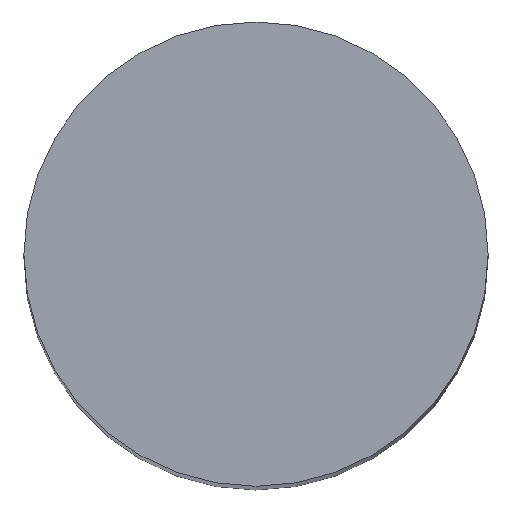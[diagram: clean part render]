
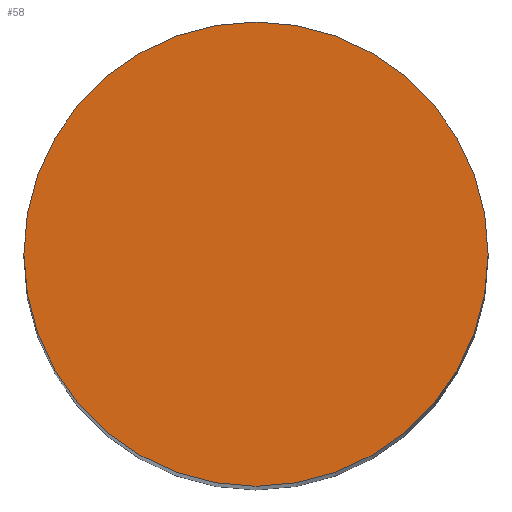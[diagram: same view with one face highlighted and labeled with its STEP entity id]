
A CAD part, top view. The second image highlights one B-rep face of the part: STEP entity #58.
In plain terms, the highlighted planar face has unit normal (0, 0, 1).
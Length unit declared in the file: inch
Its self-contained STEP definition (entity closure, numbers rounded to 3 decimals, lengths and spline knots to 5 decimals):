
#42=CARTESIAN_POINT('',(0.,0.,0.));
#43=DIRECTION('',(0.,0.,-1.));
#44=DIRECTION('',(-1.,0.,0.));
#45=AXIS2_PLACEMENT_3D('',#42,#43,#44);
#46=CIRCLE('',#45,0.0125);
#47=EDGE_CURVE('',#49,#49,#46,.T.);
#48=CARTESIAN_POINT('',(-0.0125,0.,0.));
#49=VERTEX_POINT('',#48);
#50=ORIENTED_EDGE('',*,*,#47,.F.);
#51=EDGE_LOOP('',(#50));
#52=FACE_BOUND('',#51,.T.);
#53=CARTESIAN_POINT('',(0.,0.,0.));
#54=DIRECTION('',(0.,0.,1.));
#55=DIRECTION('',(1.,0.,0.));
#56=AXIS2_PLACEMENT_3D('',#53,#54,#55);
#57=PLANE('',#56);
#58=ADVANCED_FACE('',(#52),#57,.T.);
